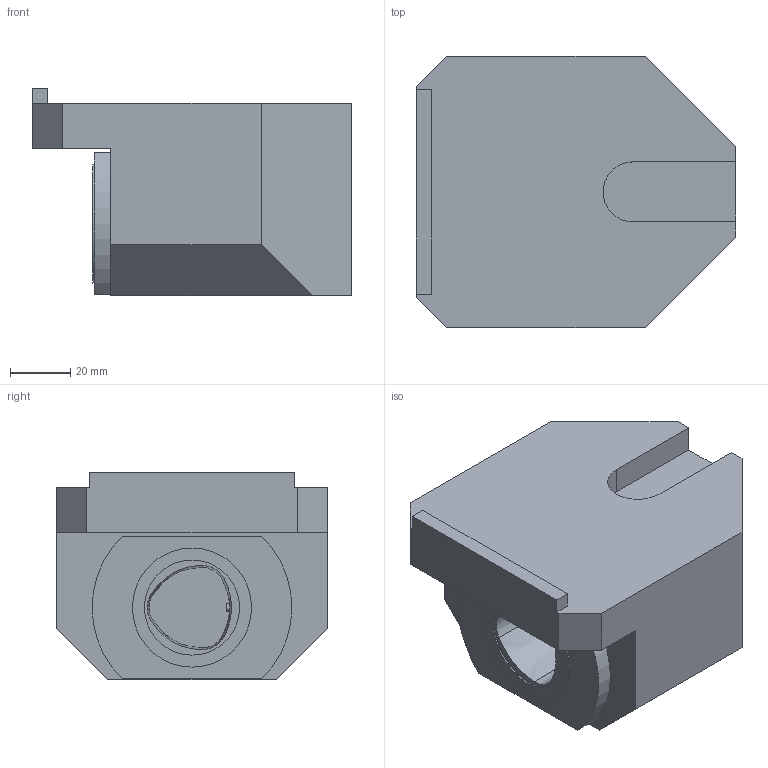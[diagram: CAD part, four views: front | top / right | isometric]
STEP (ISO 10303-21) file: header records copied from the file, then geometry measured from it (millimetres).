
FILE_DESCRIPTION(/* description */ (''),/* implementation_level */ '2;1');
FILE_NAME(/* name */ '1528873705488.stp',/* time_stamp */ '2018-06-13T09:08:30+02:00',/* author */ (''),/* organization */ ('SMS'),/* preprocessor_version */ 'ST-DEVELOPER v15',/* originating_system */ 'SIEMENS PLM Software NX 8.5',/* authorisation */ '');
FILE_SCHEMA (('AUTOMOTIVE_DESIGN { 1 0 10303 214 3 1 1 1 }'));
Length unit declared in the file: millimetre
Products named in the file (1): 200835932mod000_01
Bounding box: 106 x 90 x 69 mm (x, y, z)
Volume: 416837.9 mm3; surface area: 40295.1 mm2
Topology: 1 solids, 1 shells, 40 faces, 101 edges, 68 vertices
Faces by surface type: plane 28, cylinder 6, cone 6
Full cylindrical faces by diameter (mm): 2.5 x1, 31.6 x1, 39.586 x1
Entity records: 1278 total; most frequent: CARTESIAN_POINT 263, DIRECTION 206, ORIENTED_EDGE 192, EDGE_CURVE 96, LINE 72, VECTOR 72, AXIS2_PLACEMENT_3D 67, VERTEX_POINT 66
